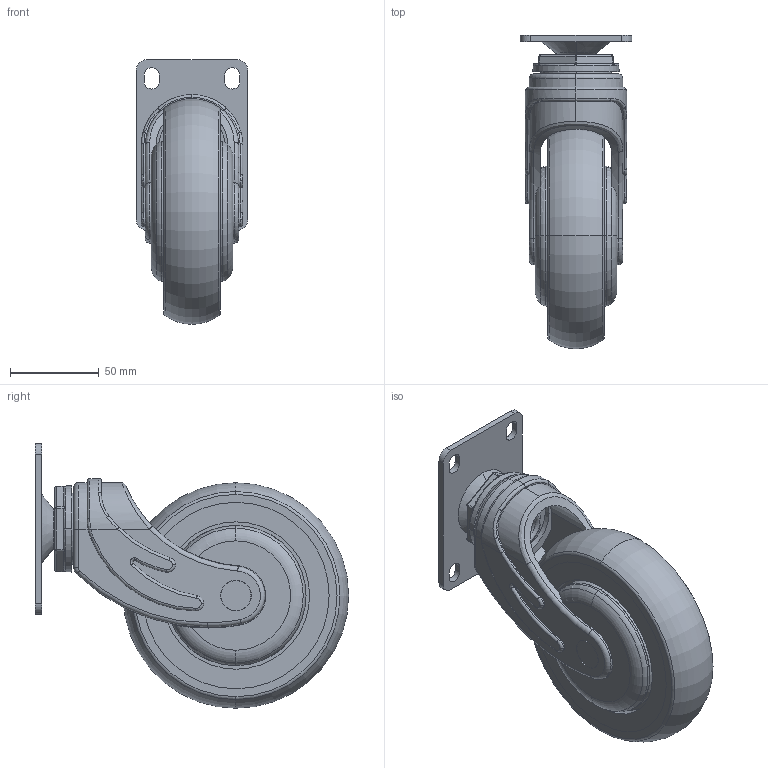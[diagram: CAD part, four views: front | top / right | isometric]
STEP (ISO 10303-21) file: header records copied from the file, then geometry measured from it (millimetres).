
FILE_DESCRIPTION (( 'STEP AP203' ), '1' );
FILE_NAME ('ACMC-127SF.STEP', '2020-02-19T03:13:00', ( '' ), ( '' ), 'SwSTEP 2.0', 'SolidWorks 2019', '' );
FILE_SCHEMA (( 'CONFIG_CONTROL_DESIGN' ));
Length unit declared in the file: millimetre
Products named in the file (5): ACMC-127 WHEEL; ACMC-127SF; ACMC-127 NON BRAKE FRAME; ACMC-127 F TOP PLATE; ACMC-127 TOP PLATE COVER
Assembly tree (4 placements, depth 2):
  ACMC-127SF
    ACMC-127 NON BRAKE FRAME
    ACMC-127 F TOP PLATE
    ACMC-127 TOP PLATE COVER
    ACMC-127 WHEEL
Bounding box: 63 x 176.5 x 149 mm (x, y, z)
Volume: 564205.2 mm3; surface area: 93431.4 mm2
Topology: 4 solids, 4 shells, 283 faces, 674 edges, 415 vertices
Faces by surface type: cylinder 109, plane 78, torus 67, cone 16, bspline 7, sphere 6
Entity records: 9501 total; most frequent: CARTESIAN_POINT 2263, DIRECTION 1559, ORIENTED_EDGE 1336, EDGE_CURVE 668, AXIS2_PLACEMENT_3D 667, VERTEX_POINT 415, CIRCLE 384, EDGE_LOOP 313
